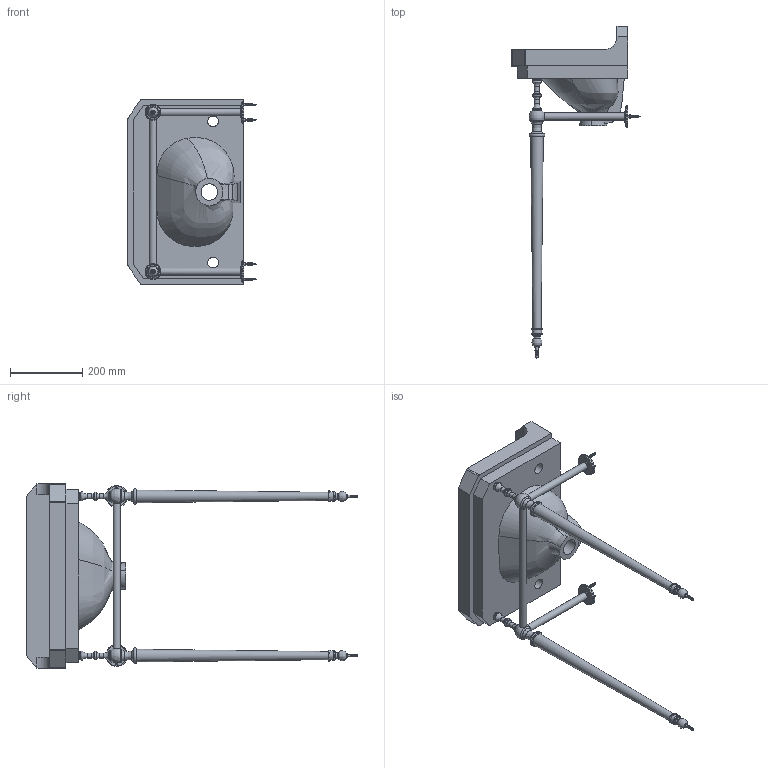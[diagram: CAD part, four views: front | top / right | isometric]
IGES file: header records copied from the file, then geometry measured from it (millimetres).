
Global section: file name: 2746; native system: AutoCAD 2016 - English; preprocessor: Autodesk Translation Framework DWG producer (atf_dwg_producer); organization: unknown; date: 20161027.161518; units: millimetre
Bounding box: 353.7 x 916.45 x 510 mm (x, y, z)
Volume: 10035316.5 mm3; surface area: 865643.4 mm2
Topology: 26 solids, 26 shells, 546 faces, 1485 edges, 1032 vertices
Faces by surface type: bspline 546
